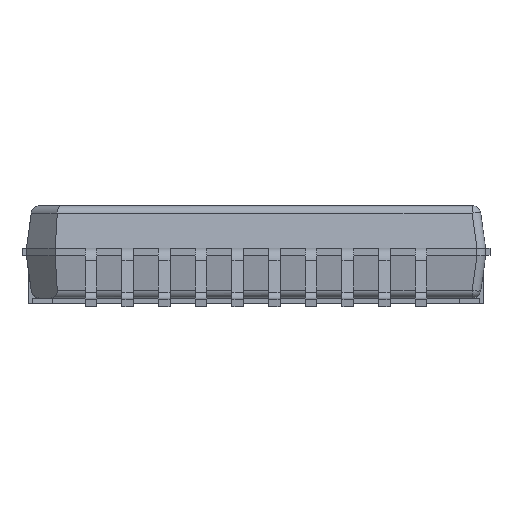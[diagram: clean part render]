
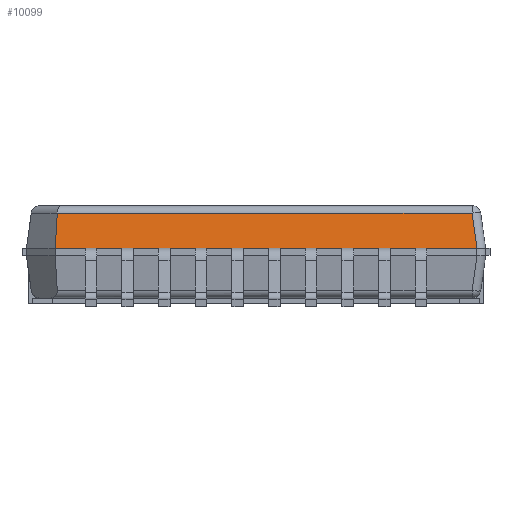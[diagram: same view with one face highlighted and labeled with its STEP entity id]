
A CAD part, left-side view. The second image highlights one B-rep face of the part: STEP entity #10099.
In plain terms, the highlighted planar face has unit normal (-0.99, 0, 0.139).
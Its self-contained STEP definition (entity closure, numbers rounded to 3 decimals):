
#1074=FACE_OUTER_BOUND('',#1656,.T.);
#1656=EDGE_LOOP('',(#8708,#8709,#8710,#8711));
#2722=LINE('',#16747,#3834);
#2725=LINE('',#16753,#3837);
#2726=LINE('',#16754,#3838);
#2727=LINE('',#16755,#3839);
#3834=VECTOR('',#13286,1000.);
#3837=VECTOR('',#13291,1000.);
#3838=VECTOR('',#13292,1000.);
#3839=VECTOR('',#13293,1000.);
#4782=VERTEX_POINT('',#16745);
#4783=VERTEX_POINT('',#16746);
#4784=VERTEX_POINT('',#16751);
#4785=VERTEX_POINT('',#16752);
#6111=EDGE_CURVE('',#4782,#4783,#2722,.T.);
#6114=EDGE_CURVE('',#4784,#4785,#2725,.T.);
#6115=EDGE_CURVE('',#4785,#4782,#2726,.T.);
#6116=EDGE_CURVE('',#4783,#4784,#2727,.T.);
#8708=ORIENTED_EDGE('',*,*,#6114,.T.);
#8709=ORIENTED_EDGE('',*,*,#6115,.T.);
#8710=ORIENTED_EDGE('',*,*,#6111,.T.);
#8711=ORIENTED_EDGE('',*,*,#6116,.T.);
#9579=PLANE('',#10886);
#10099=ADVANCED_FACE('',(#1074),#9579,.T.);
#10886=AXIS2_PLACEMENT_3D('',#16750,#13289,#13290);
#13286=DIRECTION('',(-0.139,0.058,-0.989));
#13289=DIRECTION('center_axis',(-0.99,0.,
0.139));
#13290=DIRECTION('ref_axis',(-0.139,0.,-0.99));
#13291=DIRECTION('',(0.138,0.138,0.981));
#13292=DIRECTION('',(0.,1.,0.));
#13293=DIRECTION('',(0.,-1.,0.));
#16745=CARTESIAN_POINT('',(-5.329,6.879,3.242));
#16746=CARTESIAN_POINT('',(-5.5,6.95,2.025));
#16747=CARTESIAN_POINT('',(-5.5,6.95,2.025));
#16750=CARTESIAN_POINT('Origin',(-5.5,6.95,2.025));
#16751=CARTESIAN_POINT('',(-5.5,-7.653,2.025));
#16752=CARTESIAN_POINT('',(-5.329,-7.482,3.242));
#16753=CARTESIAN_POINT('',(-5.223,-7.375,3.999));
#16754=CARTESIAN_POINT('',(-5.329,6.864,3.242));
#16755=CARTESIAN_POINT('',(-5.5,6.95,2.025));
